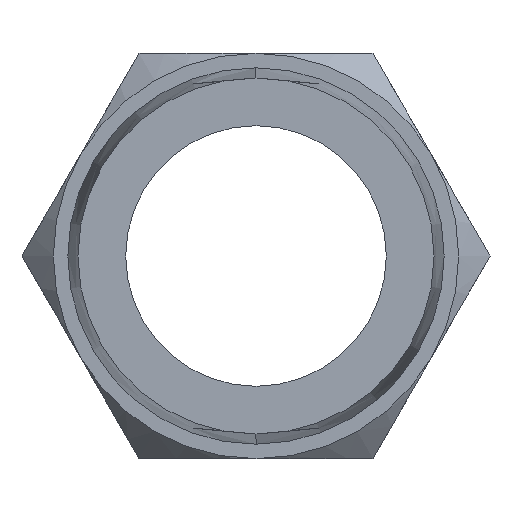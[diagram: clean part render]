
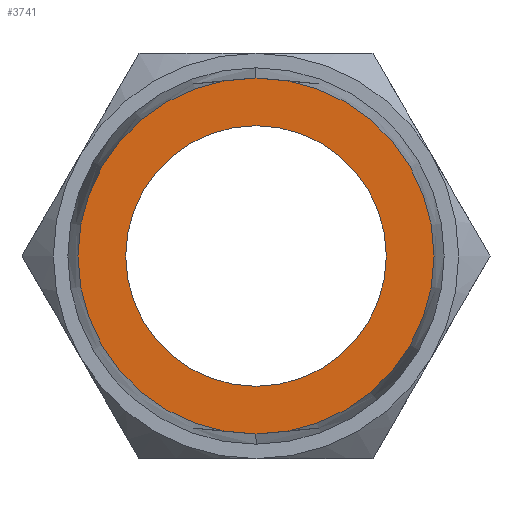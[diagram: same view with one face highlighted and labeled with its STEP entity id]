
A CAD part, left-side view. The second image highlights one B-rep face of the part: STEP entity #3741.
In plain terms, the highlighted planar face has unit normal (-1, 0, 0).
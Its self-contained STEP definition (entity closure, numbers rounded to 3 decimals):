
#7 = DIRECTION ( 'NONE',  ( 0., 0., -1. ) ) ;
#43 = ORIENTED_EDGE ( 'NONE', *, *, #1918, .T. ) ;
#316 = EDGE_LOOP ( 'NONE', ( #4908, #5628 ) ) ;
#420 = CARTESIAN_POINT ( 'NONE',  ( 0., 0., 0. ) ) ;
#448 = DIRECTION ( 'NONE',  ( 1., 0., 0. ) ) ;
#524 = CARTESIAN_POINT ( 'NONE',  ( 0., 0., -6.15 ) ) ;
#543 = EDGE_CURVE ( 'NONE', #2949, #1526, #986, .T. ) ;
#685 = ORIENTED_EDGE ( 'NONE', *, *, #4208, .T. ) ;
#714 = AXIS2_PLACEMENT_3D ( 'NONE', #1373, #448, #4239 ) ;
#986 = CIRCLE ( 'NONE', #1973, 6.15 ) ;
#1155 = EDGE_CURVE ( 'NONE', #1526, #2949, #1277, .T. ) ;
#1274 = VERTEX_POINT ( 'NONE', #2440 ) ;
#1277 = CIRCLE ( 'NONE', #5512, 6.15 ) ;
#1301 = CIRCLE ( 'NONE', #714, 4.5 ) ;
#1373 = CARTESIAN_POINT ( 'NONE',  ( 0., 0., 0. ) ) ;
#1526 = VERTEX_POINT ( 'NONE', #524 ) ;
#1570 = CARTESIAN_POINT ( 'NONE',  ( 0., 0., 6.15 ) ) ;
#1611 = CARTESIAN_POINT ( 'NONE',  ( 0., 0., 0. ) ) ;
#1918 = EDGE_CURVE ( 'NONE', #2737, #1274, #3541, .T. ) ;
#1973 = AXIS2_PLACEMENT_3D ( 'NONE', #420, #4148, #5450 ) ;
#2109 = EDGE_LOOP ( 'NONE', ( #43, #685 ) ) ;
#2440 = CARTESIAN_POINT ( 'NONE',  ( 0., 0., -4.5 ) ) ;
#2546 = DIRECTION ( 'NONE',  ( 0., 0., 1. ) ) ;
#2669 = AXIS2_PLACEMENT_3D ( 'NONE', #1611, #5799, #5277 ) ;
#2737 = VERTEX_POINT ( 'NONE', #4592 ) ;
#2949 = VERTEX_POINT ( 'NONE', #1570 ) ;
#3063 = CARTESIAN_POINT ( 'NONE',  ( 0., 0., 0. ) ) ;
#3297 = DIRECTION ( 'NONE',  ( 1., 0., 0. ) ) ;
#3541 = CIRCLE ( 'NONE', #5909, 4.5 ) ;
#3741 = ADVANCED_FACE ( 'NONE', ( #4475, #5829 ), #4443, .F. ) ;
#3790 = CARTESIAN_POINT ( 'NONE',  ( 0., 0., 0. ) ) ;
#4148 = DIRECTION ( 'NONE',  ( -1., 0., 0. ) ) ;
#4208 = EDGE_CURVE ( 'NONE', #1274, #2737, #1301, .T. ) ;
#4239 = DIRECTION ( 'NONE',  ( 0., 0., -1. ) ) ;
#4443 = PLANE ( 'NONE',  #2669 ) ;
#4475 = FACE_BOUND ( 'NONE', #2109, .T. ) ;
#4592 = CARTESIAN_POINT ( 'NONE',  ( 0., 0., 4.5 ) ) ;
#4908 = ORIENTED_EDGE ( 'NONE', *, *, #1155, .T. ) ;
#4951 = DIRECTION ( 'NONE',  ( -1., 0., 0. ) ) ;
#5277 = DIRECTION ( 'NONE',  ( 0., 0., -1. ) ) ;
#5450 = DIRECTION ( 'NONE',  ( 0., 0., 1. ) ) ;
#5512 = AXIS2_PLACEMENT_3D ( 'NONE', #3063, #4951, #2546 ) ;
#5628 = ORIENTED_EDGE ( 'NONE', *, *, #543, .T. ) ;
#5799 = DIRECTION ( 'NONE',  ( 1., 0., 0. ) ) ;
#5829 = FACE_OUTER_BOUND ( 'NONE', #316, .T. ) ;
#5909 = AXIS2_PLACEMENT_3D ( 'NONE', #3790, #3297, #7 ) ;
